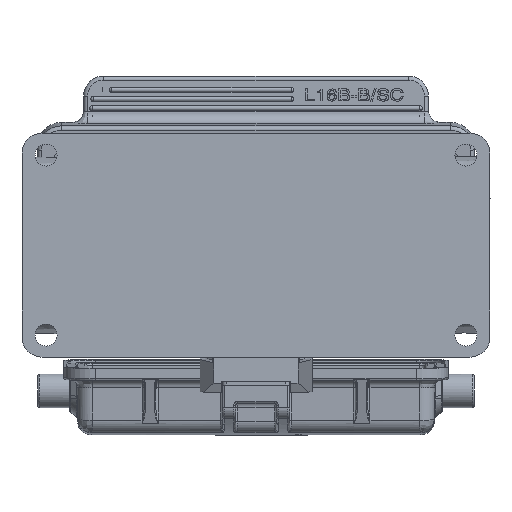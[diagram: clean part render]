
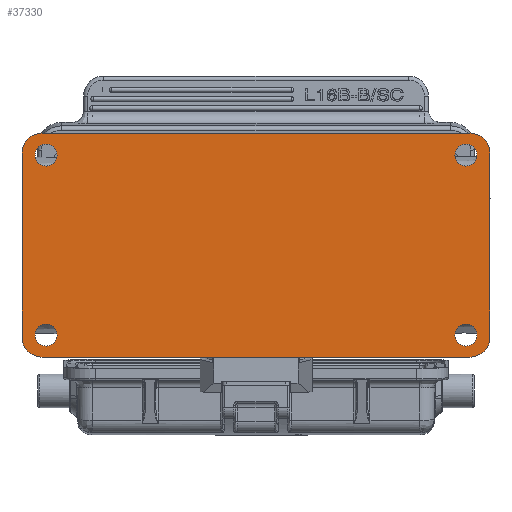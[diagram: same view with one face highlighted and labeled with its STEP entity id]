
A CAD part, front view. The second image highlights one B-rep face of the part: STEP entity #37330.
In plain terms, the highlighted planar face has unit normal (0, -1, 0).
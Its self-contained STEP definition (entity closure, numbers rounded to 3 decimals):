
#2361=DIRECTION('',(0.,0.,-1.));
#2362=VECTOR('',#2361,46.);
#2363=CARTESIAN_POINT('',(1.,0.,-5.));
#2364=LINE('',#2363,#2362);
#4318=DIRECTION('',(0.,0.,1.));
#4319=VECTOR('',#4318,46.);
#4320=CARTESIAN_POINT('',(118.,0.,-51.));
#4321=LINE('',#4320,#4319);
#4340=DIRECTION('',(-1.,0.,0.));
#4341=VECTOR('',#4340,107.);
#4342=CARTESIAN_POINT('',(113.,0.,0.));
#4343=LINE('',#4342,#4341);
#5319=CARTESIAN_POINT('',(113.,0.,-51.));
#5320=DIRECTION('',(0.,1.,0.));
#5321=DIRECTION('',(1.,0.,0.));
#5322=AXIS2_PLACEMENT_3D('',#5319,#5320,#5321);
#5324=DIRECTION('',(-1.,0.,0.));
#5325=VECTOR('',#5324,107.);
#5326=CARTESIAN_POINT('',(113.,0.,-56.));
#5327=LINE('',#5326,#5325);
#5328=CARTESIAN_POINT('',(6.,0.,-51.));
#5329=DIRECTION('',(0.,1.,0.));
#5330=DIRECTION('',(0.,0.,-1.));
#5331=AXIS2_PLACEMENT_3D('',#5328,#5329,#5330);
#5333=CARTESIAN_POINT('',(6.,0.,-5.));
#5334=DIRECTION('',(0.,1.,0.));
#5335=DIRECTION('',(-1.,0.,0.));
#5336=AXIS2_PLACEMENT_3D('',#5333,#5334,#5335);
#5338=CARTESIAN_POINT('',(113.,0.,-5.));
#5339=DIRECTION('',(0.,1.,0.));
#5340=DIRECTION('',(0.,0.,1.));
#5341=AXIS2_PLACEMENT_3D('',#5338,#5339,#5340);
#5343=CARTESIAN_POINT('',(7.,0.,-5.5));
#5344=DIRECTION('',(0.,-1.,0.));
#5345=DIRECTION('',(0.,0.,1.));
#5346=AXIS2_PLACEMENT_3D('',#5343,#5344,#5345);
#5348=CARTESIAN_POINT('',(7.,0.,-5.5));
#5349=DIRECTION('',(0.,-1.,0.));
#5350=DIRECTION('',(0.,0.,-1.));
#5351=AXIS2_PLACEMENT_3D('',#5348,#5349,#5350);
#5353=CARTESIAN_POINT('',(7.,0.,-50.5));
#5354=DIRECTION('',(0.,-1.,0.));
#5355=DIRECTION('',(0.,0.,1.));
#5356=AXIS2_PLACEMENT_3D('',#5353,#5354,#5355);
#5358=CARTESIAN_POINT('',(7.,0.,-50.5));
#5359=DIRECTION('',(0.,-1.,0.));
#5360=DIRECTION('',(0.,0.,-1.));
#5361=AXIS2_PLACEMENT_3D('',#5358,#5359,#5360);
#5363=CARTESIAN_POINT('',(112.,0.,-50.5));
#5364=DIRECTION('',(0.,-1.,0.));
#5365=DIRECTION('',(0.,0.,1.));
#5366=AXIS2_PLACEMENT_3D('',#5363,#5364,#5365);
#5368=CARTESIAN_POINT('',(112.,0.,-50.5));
#5369=DIRECTION('',(0.,-1.,0.));
#5370=DIRECTION('',(0.,0.,-1.));
#5371=AXIS2_PLACEMENT_3D('',#5368,#5369,#5370);
#5373=CARTESIAN_POINT('',(112.,0.,-5.5));
#5374=DIRECTION('',(0.,-1.,0.));
#5375=DIRECTION('',(0.,0.,1.));
#5376=AXIS2_PLACEMENT_3D('',#5373,#5374,#5375);
#5378=CARTESIAN_POINT('',(112.,0.,-5.5));
#5379=DIRECTION('',(0.,-1.,0.));
#5380=DIRECTION('',(0.,0.,-1.));
#5381=AXIS2_PLACEMENT_3D('',#5378,#5379,#5380);
#23343=CARTESIAN_POINT('',(1.,0.,-5.));
#23344=VERTEX_POINT('',#23343);
#23345=CARTESIAN_POINT('',(1.,0.,-51.));
#23346=VERTEX_POINT('',#23345);
#23621=CARTESIAN_POINT('',(118.,0.,-5.));
#23623=VERTEX_POINT('',#23621);
#23647=CARTESIAN_POINT('',(118.,0.,-51.));
#23648=VERTEX_POINT('',#23647);
#23649=CARTESIAN_POINT('',(113.,0.,0.));
#23651=VERTEX_POINT('',#23649);
#23655=CARTESIAN_POINT('',(6.,0.,0.));
#23656=VERTEX_POINT('',#23655);
#23762=CARTESIAN_POINT('',(6.,0.,-56.));
#23763=VERTEX_POINT('',#23762);
#23764=CARTESIAN_POINT('',(113.,0.,-56.));
#23765=VERTEX_POINT('',#23764);
#23766=CARTESIAN_POINT('',(7.,0.,-2.75));
#23767=CARTESIAN_POINT('',(7.,0.,-8.25));
#23768=VERTEX_POINT('',#23766);
#23769=VERTEX_POINT('',#23767);
#23770=CARTESIAN_POINT('',(7.,0.,-47.75));
#23771=CARTESIAN_POINT('',(7.,0.,-53.25));
#23772=VERTEX_POINT('',#23770);
#23773=VERTEX_POINT('',#23771);
#23774=CARTESIAN_POINT('',(112.,0.,-47.75));
#23775=CARTESIAN_POINT('',(112.,0.,-53.25));
#23776=VERTEX_POINT('',#23774);
#23777=VERTEX_POINT('',#23775);
#23778=CARTESIAN_POINT('',(112.,0.,-2.75));
#23779=CARTESIAN_POINT('',(112.,0.,-8.25));
#23780=VERTEX_POINT('',#23778);
#23781=VERTEX_POINT('',#23779);
#37290=CARTESIAN_POINT('',(59.5,0.,-28.));
#37291=DIRECTION('',(0.,1.,0.));
#37292=DIRECTION('',(0.,0.,1.));
#37293=AXIS2_PLACEMENT_3D('',#37290,#37291,#37292);
#37294=PLANE('',#37293);
#37295=ORIENTED_EDGE('',*,*,#34415,.F.);
#37296=ORIENTED_EDGE('',*,*,#37285,.T.);
#37297=ORIENTED_EDGE('',*,*,#37272,.T.);
#37298=ORIENTED_EDGE('',*,*,#37258,.T.);
#37299=ORIENTED_EDGE('',*,*,#30668,.F.);
#37301=ORIENTED_EDGE('',*,*,#37300,.T.);
#37302=ORIENTED_EDGE('',*,*,#34448,.F.);
#37303=ORIENTED_EDGE('',*,*,#34435,.T.);
#37304=EDGE_LOOP('',(#37295,#37296,#37297,#37298,#37299,#37301,#37302,#37303));
#37305=FACE_OUTER_BOUND('',#37304,.F.);
#37307=ORIENTED_EDGE('',*,*,#37306,.T.);
#37309=ORIENTED_EDGE('',*,*,#37308,.T.);
#37310=EDGE_LOOP('',(#37307,#37309));
#37311=FACE_BOUND('',#37310,.F.);
#37313=ORIENTED_EDGE('',*,*,#37312,.T.);
#37315=ORIENTED_EDGE('',*,*,#37314,.T.);
#37316=EDGE_LOOP('',(#37313,#37315));
#37317=FACE_BOUND('',#37316,.F.);
#37319=ORIENTED_EDGE('',*,*,#37318,.T.);
#37321=ORIENTED_EDGE('',*,*,#37320,.T.);
#37322=EDGE_LOOP('',(#37319,#37321));
#37323=FACE_BOUND('',#37322,.F.);
#37325=ORIENTED_EDGE('',*,*,#37324,.T.);
#37327=ORIENTED_EDGE('',*,*,#37326,.T.);
#37328=EDGE_LOOP('',(#37325,#37327));
#37329=FACE_BOUND('',#37328,.F.);
#5323=CIRCLE('',#5322,5.);
#5332=CIRCLE('',#5331,5.);
#5337=CIRCLE('',#5336,5.);
#5342=CIRCLE('',#5341,5.);
#5347=CIRCLE('',#5346,2.75);
#5352=CIRCLE('',#5351,2.75);
#5357=CIRCLE('',#5356,2.75);
#5362=CIRCLE('',#5361,2.75);
#5367=CIRCLE('',#5366,2.75);
#5372=CIRCLE('',#5371,2.75);
#5377=CIRCLE('',#5376,2.75);
#5382=CIRCLE('',#5381,2.75);
#30668=EDGE_CURVE('',#23344,#23346,#2364,.T.);
#34415=EDGE_CURVE('',#23648,#23623,#4321,.T.);
#34435=EDGE_CURVE('',#23651,#23623,#5342,.T.);
#34448=EDGE_CURVE('',#23651,#23656,#4343,.T.);
#37258=EDGE_CURVE('',#23763,#23346,#5332,.T.);
#37272=EDGE_CURVE('',#23765,#23763,#5327,.T.);
#37285=EDGE_CURVE('',#23648,#23765,#5323,.T.);
#37300=EDGE_CURVE('',#23344,#23656,#5337,.T.);
#37306=EDGE_CURVE('',#23768,#23769,#5347,.T.);
#37308=EDGE_CURVE('',#23769,#23768,#5352,.T.);
#37312=EDGE_CURVE('',#23772,#23773,#5357,.T.);
#37314=EDGE_CURVE('',#23773,#23772,#5362,.T.);
#37318=EDGE_CURVE('',#23776,#23777,#5367,.T.);
#37320=EDGE_CURVE('',#23777,#23776,#5372,.T.);
#37324=EDGE_CURVE('',#23780,#23781,#5377,.T.);
#37326=EDGE_CURVE('',#23781,#23780,#5382,.T.);
#37330=ADVANCED_FACE('',(#37305,#37311,#37317,#37323,#37329),#37294,.F.);
